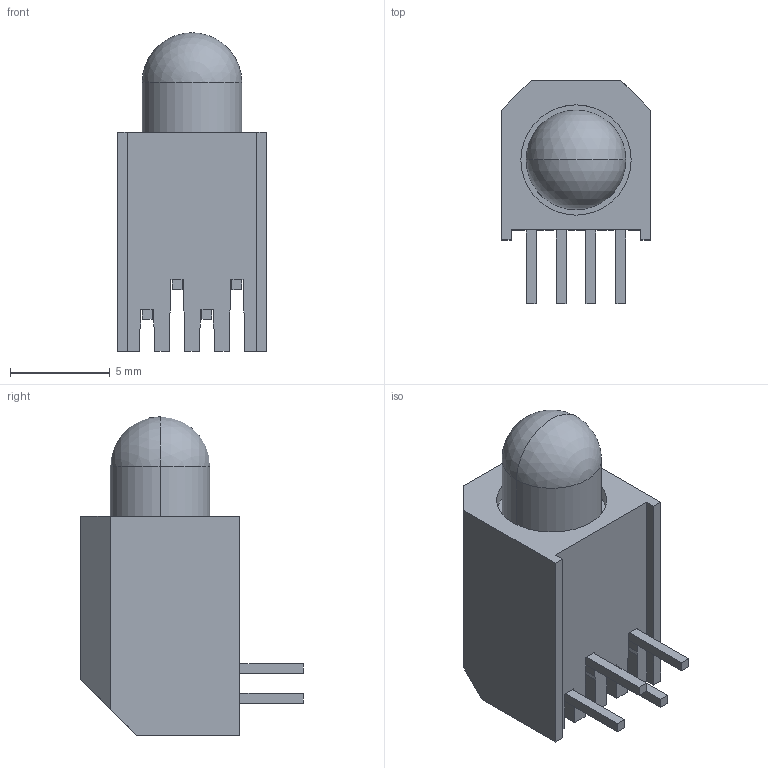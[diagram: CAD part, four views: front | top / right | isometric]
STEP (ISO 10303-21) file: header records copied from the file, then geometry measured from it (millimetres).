
FILE_DESCRIPTION (( 'STEP AP214' ), '1' );
FILE_NAME ('WP154A4AVS.STEP', '2012-09-21T17:49:01', ( '' ), ( '' ), 'SwSTEP 2.0', 'SolidWorks 2008', '' );
FILE_SCHEMA (( 'AUTOMOTIVE_DESIGN' ));
Length unit declared in the file: millimetre
Products named in the file (1): WP154A4AVS
Bounding box: 7.5 x 11.2 x 16 mm (x, y, z)
Volume: 597.3 mm3; surface area: 697.6 mm2
Topology: 1 solids, 1 shells, 401 faces, 1102 edges, 731 vertices
Faces by surface type: plane 279, bspline 116, cylinder 4, sphere 2
Entity records: 22440 total; most frequent: CARTESIAN_POINT 8617, ORIENTED_EDGE 2196, DIRECTION 1448, EDGE_CURVE 1098, VECTOR 856, LINE 856, VERTEX_POINT 729, EDGE_LOOP 431
